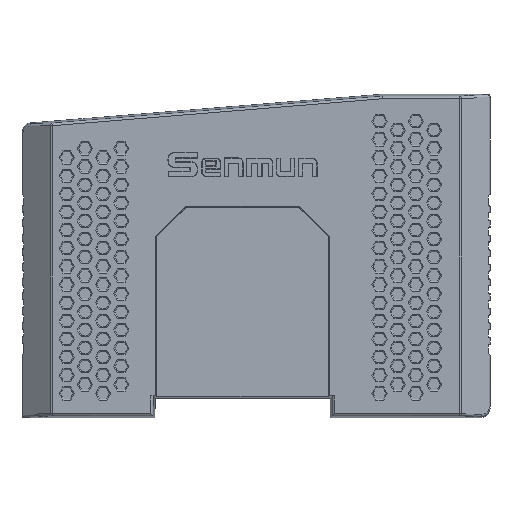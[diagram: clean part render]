
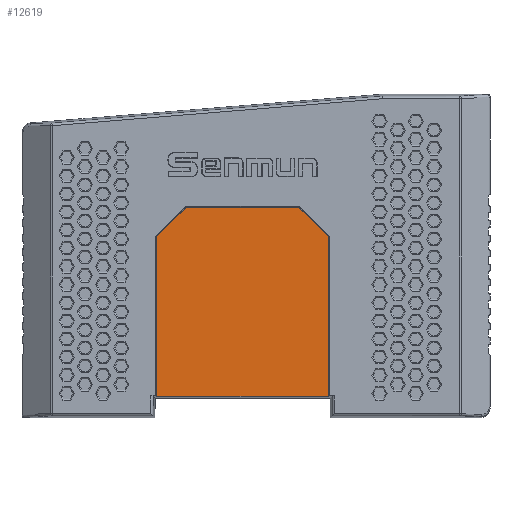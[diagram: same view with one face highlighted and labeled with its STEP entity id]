
A CAD part, left-side view. The second image highlights one B-rep face of the part: STEP entity #12619.
In plain terms, the highlighted planar face has unit normal (-1, 0, 0).
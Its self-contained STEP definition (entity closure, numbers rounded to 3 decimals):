
#1573=CARTESIAN_POINT('Vertex',(-382.148,61.018,-32.335)) ;
#1576=CARTESIAN_POINT('Line Origine',(-382.148,78.536,-32.335)) ;
#1580=CARTESIAN_POINT('Vertex',(-382.148,96.053,-32.335)) ;
#12565=CARTESIAN_POINT('Vertex',(-382.148,61.018,0.227)) ;
#12568=CARTESIAN_POINT('Line Origine',(-382.148,61.018,-16.054)) ;
#12580=CARTESIAN_POINT('Axis2P3D Location',(-382.148,78.515,-3.257)) ;
#12585=CARTESIAN_POINT('Line Origine',(-382.148,64.021,3.23)) ;
#12589=CARTESIAN_POINT('Vertex',(-382.148,67.024,6.233)) ;
#12592=CARTESIAN_POINT('Line Origine',(-382.148,78.536,6.233)) ;
#12596=CARTESIAN_POINT('Vertex',(-382.148,90.047,6.233)) ;
#12599=CARTESIAN_POINT('Line Origine',(-382.148,93.05,3.23)) ;
#12603=CARTESIAN_POINT('Vertex',(-382.148,96.053,0.227)) ;
#12606=CARTESIAN_POINT('Line Origine',(-382.148,96.053,-16.054)) ;
#1577=DIRECTION('Vector Direction',(0.,1.,0.)) ;
#12569=DIRECTION('Vector Direction',(0.,0.,1.)) ;
#12581=DIRECTION('Axis2P3D Direction',(-1.,0.,0.)) ;
#12582=DIRECTION('Axis2P3D XDirection',(0.,0.,1.)) ;
#12586=DIRECTION('Vector Direction',(0.,0.707,0.707)) ;
#12593=DIRECTION('Vector Direction',(0.,-1.,0.)) ;
#12600=DIRECTION('Vector Direction',(0.,0.707,-0.707)) ;
#12607=DIRECTION('Vector Direction',(0.,0.,1.)) ;
#12583=AXIS2_PLACEMENT_3D('Plane Axis2P3D',#12580,#12581,#12582) ;
#12612=ORIENTED_EDGE('',*,*,#12572,.T.) ;
#12613=ORIENTED_EDGE('',*,*,#12591,.T.) ;
#12614=ORIENTED_EDGE('',*,*,#12598,.F.) ;
#12615=ORIENTED_EDGE('',*,*,#12605,.T.) ;
#12616=ORIENTED_EDGE('',*,*,#12610,.F.) ;
#12617=ORIENTED_EDGE('',*,*,#1582,.F.) ;
#1578=VECTOR('Line Direction',#1577,1.) ;
#12570=VECTOR('Line Direction',#12569,1.) ;
#12587=VECTOR('Line Direction',#12586,1.) ;
#12594=VECTOR('Line Direction',#12593,1.) ;
#12601=VECTOR('Line Direction',#12600,1.) ;
#12608=VECTOR('Line Direction',#12607,1.) ;
#12619=ADVANCED_FACE('MANIFOLD_SOLID_BREP #1042',(#12618),#12584,.T.) ;
#1582=EDGE_CURVE('',#1574,#1581,#1579,.T.) ;
#12572=EDGE_CURVE('',#1574,#12566,#12571,.T.) ;
#12591=EDGE_CURVE('',#12566,#12590,#12588,.T.) ;
#12598=EDGE_CURVE('',#12597,#12590,#12595,.T.) ;
#12605=EDGE_CURVE('',#12597,#12604,#12602,.T.) ;
#12610=EDGE_CURVE('',#1581,#12604,#12609,.T.) ;
#12611=EDGE_LOOP('',(#12612,#12613,#12614,#12615,#12616,#12617)) ;
#12618=FACE_OUTER_BOUND('',#12611,.T.) ;
#1579=LINE('Line',#1576,#1578) ;
#12571=LINE('Line',#12568,#12570) ;
#12588=LINE('Line',#12585,#12587) ;
#12595=LINE('Line',#12592,#12594) ;
#12602=LINE('Line',#12599,#12601) ;
#12609=LINE('Line',#12606,#12608) ;
#12584=PLANE('Plane',#12583) ;
#1574=VERTEX_POINT('',#1573) ;
#1581=VERTEX_POINT('',#1580) ;
#12566=VERTEX_POINT('',#12565) ;
#12590=VERTEX_POINT('',#12589) ;
#12597=VERTEX_POINT('',#12596) ;
#12604=VERTEX_POINT('',#12603) ;
